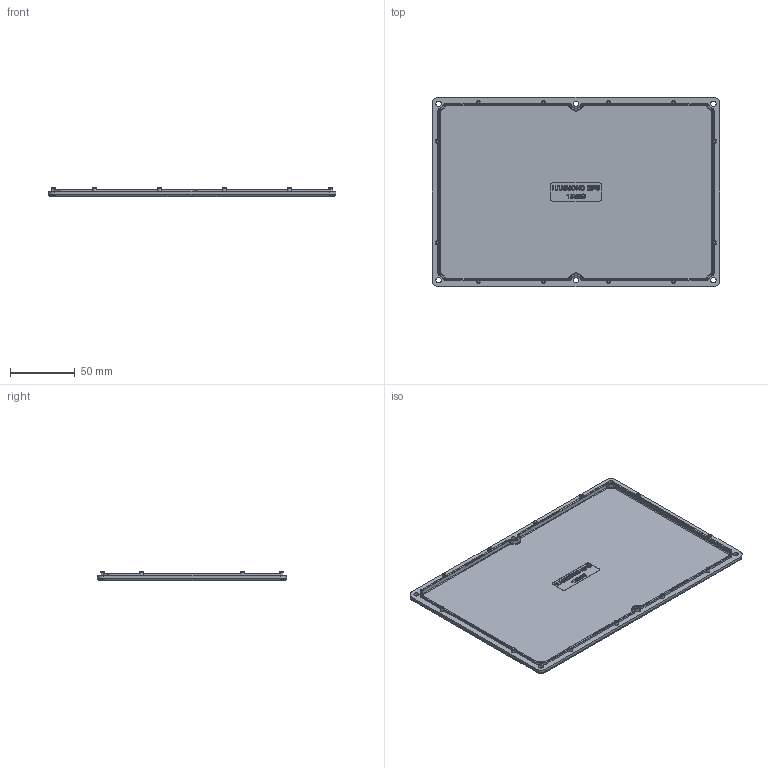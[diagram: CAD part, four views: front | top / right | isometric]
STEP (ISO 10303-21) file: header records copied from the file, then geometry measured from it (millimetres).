
FILE_DESCRIPTION(('FreeCAD Model'),'2;1');
FILE_NAME('Open CASCADE Shape Model','2026-01-14T13:37:39',('Author'),( ''),'Open CASCADE STEP processor 7.7','FreeCAD','Unknown');
FILE_SCHEMA(('AUTOMOTIVE_DESIGN { 1 0 10303 214 1 1 1 1 }'));
Length unit declared in the file: millimetre
Products named in the file (1): 1550G-H LID
Bounding box: 222 x 146 x 7 mm (x, y, z)
Volume: 74504.3 mm3; surface area: 70626 mm2
Topology: 1 solids, 1 shells, 499 faces, 1323 edges, 842 vertices
Faces by surface type: bspline 178, plane 151, torus 68, cone 58, cylinder 44
Full cylindrical faces by diameter (mm): 4.1 x6
Entity records: 23024 total; most frequent: CARTESIAN_POINT 11622, ORIENTED_EDGE 2646, DIRECTION 1937, EDGE_CURVE 1323, VERTEX_POINT 842, AXIS2_PLACEMENT_3D 672, LINE 593, VECTOR 593
